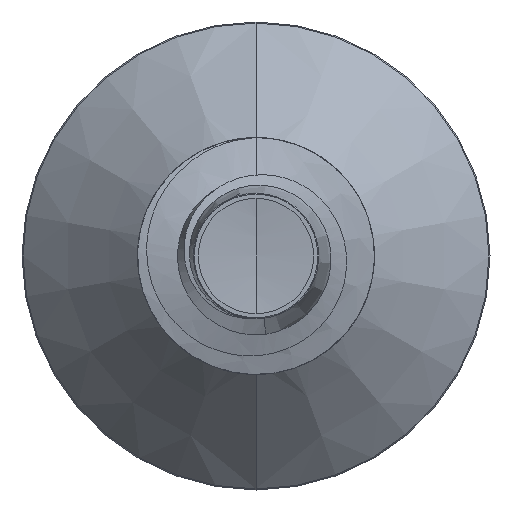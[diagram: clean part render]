
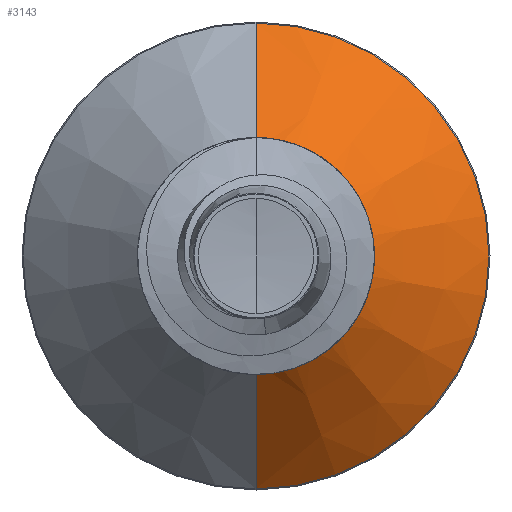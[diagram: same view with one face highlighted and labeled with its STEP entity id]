
A CAD part, front view. The second image highlights one B-rep face of the part: STEP entity #3143.
In plain terms, the highlighted conical face has half-angle 45 degrees and reference radius 3.632 mm.
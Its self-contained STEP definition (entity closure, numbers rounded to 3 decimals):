
#42 = EDGE_LOOP ( 'NONE', ( #2260, #15485, #5382, #4624 ) ) ;
#46 = CARTESIAN_POINT ( 'NONE',  ( 0., 19.782, -3.632 ) ) ;
#1477 = CARTESIAN_POINT ( 'NONE',  ( 0., 19.782, -3.632 ) ) ;
#2260 = ORIENTED_EDGE ( 'NONE', *, *, #15927, .T. ) ;
#2434 = CARTESIAN_POINT ( 'NONE',  ( 0., 19.782, 3.632 ) ) ;
#2847 = VECTOR ( 'NONE', #16446, 1000. ) ;
#3143 = ADVANCED_FACE ( 'NONE', ( #13307 ), #8883, .T. ) ;
#3277 = CARTESIAN_POINT ( 'NONE',  ( 0., 19.782, 3.632 ) ) ;
#3416 = CIRCLE ( 'NONE', #5589, 7.865 ) ;
#4624 = ORIENTED_EDGE ( 'NONE', *, *, #17105, .F. ) ;
#4957 = VERTEX_POINT ( 'NONE', #1477 ) ;
#5109 = VECTOR ( 'NONE', #5117, 1000. ) ;
#5117 = DIRECTION ( 'NONE',  ( 0., 0.707, 0.707 ) ) ;
#5382 = ORIENTED_EDGE ( 'NONE', *, *, #15566, .F. ) ;
#5589 = AXIS2_PLACEMENT_3D ( 'NONE', #16252, #16225, #16211 ) ;
#7808 = CARTESIAN_POINT ( 'NONE',  ( 0., 19.782, 0. ) ) ;
#7826 = DIRECTION ( 'NONE',  ( 0., 0., 1. ) ) ;
#7949 = DIRECTION ( 'NONE',  ( 0., 1., 0. ) ) ;
#8616 = AXIS2_PLACEMENT_3D ( 'NONE', #13798, #13777, #13762 ) ;
#8826 = VERTEX_POINT ( 'NONE', #2434 ) ;
#8883 = CONICAL_SURFACE ( 'NONE', #12009, 3.632, 0.785 ) ;
#9603 = CARTESIAN_POINT ( 'NONE',  ( 0., 24.015, 7.865 ) ) ;
#9627 = VERTEX_POINT ( 'NONE', #9603 ) ;
#11352 = LINE ( 'NONE', #46, #2847 ) ;
#11911 = CARTESIAN_POINT ( 'NONE',  ( 0., 24.015, -7.865 ) ) ;
#12009 = AXIS2_PLACEMENT_3D ( 'NONE', #7808, #7949, #7826 ) ;
#13170 = CIRCLE ( 'NONE', #8616, 3.632 ) ;
#13307 = FACE_OUTER_BOUND ( 'NONE', #42, .T. ) ;
#13762 = DIRECTION ( 'NONE',  ( 0., 0., 1. ) ) ;
#13777 = DIRECTION ( 'NONE',  ( 0., 1., 0. ) ) ;
#13798 = CARTESIAN_POINT ( 'NONE',  ( 0., 19.782, 0. ) ) ;
#14837 = VERTEX_POINT ( 'NONE', #11911 ) ;
#15485 = ORIENTED_EDGE ( 'NONE', *, *, #15606, .T. ) ;
#15566 = EDGE_CURVE ( 'NONE', #9627, #14837, #3416, .T. ) ;
#15606 = EDGE_CURVE ( 'NONE', #4957, #14837, #11352, .T. ) ;
#15927 = EDGE_CURVE ( 'NONE', #8826, #4957, #13170, .T. ) ;
#16075 = LINE ( 'NONE', #3277, #5109 ) ;
#16211 = DIRECTION ( 'NONE',  ( 0., 0., 1. ) ) ;
#16225 = DIRECTION ( 'NONE',  ( 0., 1., 0. ) ) ;
#16252 = CARTESIAN_POINT ( 'NONE',  ( 0., 24.015, 0. ) ) ;
#16446 = DIRECTION ( 'NONE',  ( 0., 0.707, -0.707 ) ) ;
#17105 = EDGE_CURVE ( 'NONE', #8826, #9627, #16075, .T. ) ;
